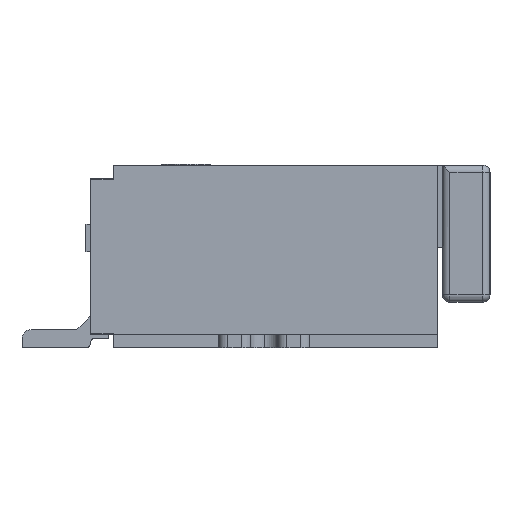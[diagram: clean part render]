
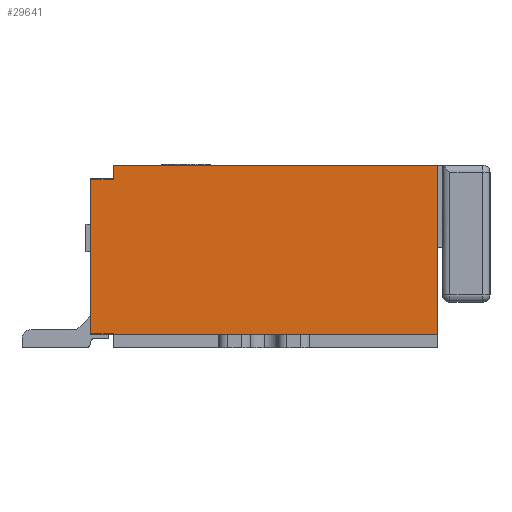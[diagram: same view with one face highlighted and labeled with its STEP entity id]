
A CAD part, left-side view. The second image highlights one B-rep face of the part: STEP entity #29641.
In plain terms, the highlighted planar face has unit normal (-1, 0, 0).
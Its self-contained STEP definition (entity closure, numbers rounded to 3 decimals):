
#23679 = VERTEX_POINT('',#23680);
#23680 = CARTESIAN_POINT('',(-6.7,0.36,
    2.));
#23686 = EDGE_CURVE('',#23687,#23679,#23689,.T.);
#23687 = VERTEX_POINT('',#23688);
#23688 = CARTESIAN_POINT('',(-6.7,-3.19,
    2.));
#23689 = LINE('',#23690,#23691);
#23690 = CARTESIAN_POINT('',(-6.7,0.61,
    2.));
#23691 = VECTOR('',#23692,1.);
#23692 = DIRECTION('',(0.,1.,0.));
#25166 = EDGE_CURVE('',#25167,#23687,#25169,.T.);
#25167 = VERTEX_POINT('',#25168);
#25168 = CARTESIAN_POINT('',(-6.7,-3.19,
    0.15));
#25169 = LINE('',#25170,#25171);
#25170 = CARTESIAN_POINT('',(-6.7,-3.19,
    0.));
#25171 = VECTOR('',#25172,1.);
#25172 = DIRECTION('',(0.,0.,1.));
#25781 = EDGE_CURVE('',#25167,#25782,#25784,.T.);
#25782 = VERTEX_POINT('',#25783);
#25783 = CARTESIAN_POINT('',(-6.7,0.36,
    0.15));
#25784 = LINE('',#25785,#25786);
#25785 = CARTESIAN_POINT('',(-6.7,-3.19,
    0.15));
#25786 = VECTOR('',#25787,1.);
#25787 = DIRECTION('',(0.,1.,0.));
#28940 = VERTEX_POINT('',#28941);
#28941 = CARTESIAN_POINT('',(-6.7,0.61,
    0.16));
#28947 = EDGE_CURVE('',#28948,#28940,#28950,.T.);
#28948 = VERTEX_POINT('',#28949);
#28949 = CARTESIAN_POINT('',(-6.7,0.61,
    1.84));
#28950 = LINE('',#28951,#28952);
#28951 = CARTESIAN_POINT('',(-6.7,0.61,
    0.));
#28952 = VECTOR('',#28953,1.);
#28953 = DIRECTION('',(-0.,-0.,-1.));
#29641 = ADVANCED_FACE('',(#29642),#29676,.T.);
#29642 = FACE_BOUND('',#29643,.T.);
#29643 = EDGE_LOOP('',(#29644,#29652,#29658,#29659,#29660,#29661,#29669,
    #29675));
#29644 = ORIENTED_EDGE('',*,*,#29645,.F.);
#29645 = EDGE_CURVE('',#29646,#28940,#29648,.T.);
#29646 = VERTEX_POINT('',#29647);
#29647 = CARTESIAN_POINT('',(-6.7,0.36,
    0.16));
#29648 = LINE('',#29649,#29650);
#29649 = CARTESIAN_POINT('',(-6.7,0.36,
    0.16));
#29650 = VECTOR('',#29651,1.);
#29651 = DIRECTION('',(0.,1.,0.));
#29652 = ORIENTED_EDGE('',*,*,#29653,.F.);
#29653 = EDGE_CURVE('',#25782,#29646,#29654,.T.);
#29654 = LINE('',#29655,#29656);
#29655 = CARTESIAN_POINT('',(-6.7,0.36,
    0.));
#29656 = VECTOR('',#29657,1.);
#29657 = DIRECTION('',(0.,0.,1.));
#29658 = ORIENTED_EDGE('',*,*,#25781,.F.);
#29659 = ORIENTED_EDGE('',*,*,#25166,.T.);
#29660 = ORIENTED_EDGE('',*,*,#23686,.T.);
#29661 = ORIENTED_EDGE('',*,*,#29662,.F.);
#29662 = EDGE_CURVE('',#29663,#23679,#29665,.T.);
#29663 = VERTEX_POINT('',#29664);
#29664 = CARTESIAN_POINT('',(-6.7,0.36,
    1.84));
#29665 = LINE('',#29666,#29667);
#29666 = CARTESIAN_POINT('',(-6.7,0.36,
    2.));
#29667 = VECTOR('',#29668,1.);
#29668 = DIRECTION('',(0.,0.,1.));
#29669 = ORIENTED_EDGE('',*,*,#29670,.T.);
#29670 = EDGE_CURVE('',#29663,#28948,#29671,.T.);
#29671 = LINE('',#29672,#29673);
#29672 = CARTESIAN_POINT('',(-6.7,0.36,
    1.84));
#29673 = VECTOR('',#29674,1.);
#29674 = DIRECTION('',(0.,1.,0.));
#29675 = ORIENTED_EDGE('',*,*,#28947,.T.);
#29676 = PLANE('',#29677);
#29677 = AXIS2_PLACEMENT_3D('',#29678,#29679,#29680);
#29678 = CARTESIAN_POINT('',(-6.7,0.985,
    0.));
#29679 = DIRECTION('',(-1.,0.,0.));
#29680 = DIRECTION('',(0.,-1.,0.));
